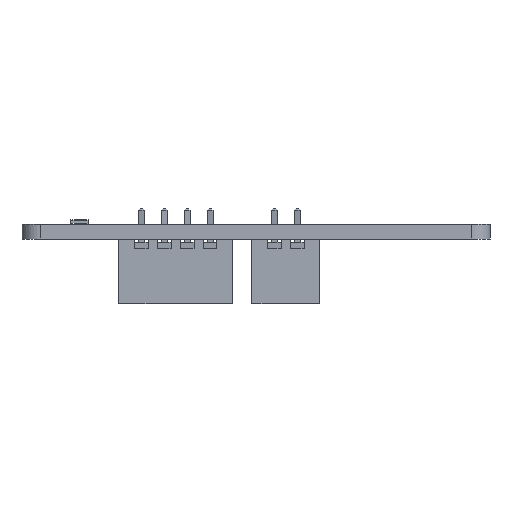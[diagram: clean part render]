
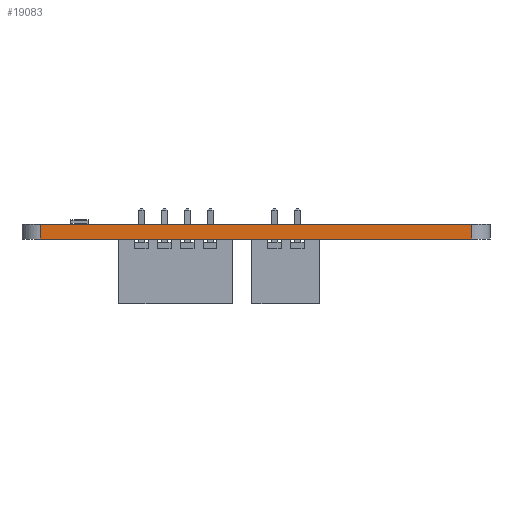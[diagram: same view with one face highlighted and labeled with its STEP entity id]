
A CAD part, left-side view. The second image highlights one B-rep face of the part: STEP entity #19083.
In plain terms, the highlighted planar face has unit normal (-1, 0, 0).
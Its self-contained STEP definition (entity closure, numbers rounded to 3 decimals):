
#18079 = PLANE('',#18080);
#18080 = AXIS2_PLACEMENT_3D('',#18081,#18082,#18083);
#18081 = CARTESIAN_POINT('',(166.567,-53.218,1.6));
#18082 = DIRECTION('',(0.,0.,1.));
#18083 = DIRECTION('',(1.,0.,-0.));
#18107 = CYLINDRICAL_SURFACE('',#18108,2.);
#18108 = AXIS2_PLACEMENT_3D('',#18109,#18110,#18111);
#18109 = CARTESIAN_POINT('',(134.5,-29.5,0.));
#18110 = DIRECTION('',(-0.,-0.,-1.));
#18111 = DIRECTION('',(1.,0.,-0.));
#18133 = PLANE('',#18134);
#18134 = AXIS2_PLACEMENT_3D('',#18135,#18136,#18137);
#18135 = CARTESIAN_POINT('',(166.567,-53.218,0.));
#18136 = DIRECTION('',(0.,0.,1.));
#18137 = DIRECTION('',(1.,0.,-0.));
#18228 = VERTEX_POINT('',#18229);
#18229 = CARTESIAN_POINT('',(132.5,-29.5,1.6));
#18251 = EDGE_CURVE('',#18252,#18228,#18254,.T.);
#18252 = VERTEX_POINT('',#18253);
#18253 = CARTESIAN_POINT('',(132.5,-29.5,0.));
#18254 = SURFACE_CURVE('',#18255,(#18259,#18266),.PCURVE_S1.);
#18255 = LINE('',#18256,#18257);
#18256 = CARTESIAN_POINT('',(132.5,-29.5,0.));
#18257 = VECTOR('',#18258,1.);
#18258 = DIRECTION('',(0.,0.,1.));
#18259 = PCURVE('',#18107,#18260);
#18260 = DEFINITIONAL_REPRESENTATION('',(#18261),#18265);
#18261 = LINE('',#18262,#18263);
#18262 = CARTESIAN_POINT('',(-3.142,0.));
#18263 = VECTOR('',#18264,1.);
#18264 = DIRECTION('',(-0.,-1.));
#18265 = ( GEOMETRIC_REPRESENTATION_CONTEXT(2) 
PARAMETRIC_REPRESENTATION_CONTEXT() REPRESENTATION_CONTEXT('2D SPACE',''
  ) );
#18266 = PCURVE('',#18267,#18272);
#18267 = PLANE('',#18268);
#18268 = AXIS2_PLACEMENT_3D('',#18269,#18270,#18271);
#18269 = CARTESIAN_POINT('',(132.5,-29.5,0.));
#18270 = DIRECTION('',(1.,0.,-0.));
#18271 = DIRECTION('',(0.,-1.,0.));
#18272 = DEFINITIONAL_REPRESENTATION('',(#18273),#18277);
#18273 = LINE('',#18274,#18275);
#18274 = CARTESIAN_POINT('',(0.,0.));
#18275 = VECTOR('',#18276,1.);
#18276 = DIRECTION('',(0.,-1.));
#18277 = ( GEOMETRIC_REPRESENTATION_CONTEXT(2) 
PARAMETRIC_REPRESENTATION_CONTEXT() REPRESENTATION_CONTEXT('2D SPACE',''
  ) );
#18306 = EDGE_CURVE('',#18252,#18307,#18309,.T.);
#18307 = VERTEX_POINT('',#18308);
#18308 = CARTESIAN_POINT('',(132.5,-76.5,0.));
#18309 = SURFACE_CURVE('',#18310,(#18314,#18321),.PCURVE_S1.);
#18310 = LINE('',#18311,#18312);
#18311 = CARTESIAN_POINT('',(132.5,-29.5,0.));
#18312 = VECTOR('',#18313,1.);
#18313 = DIRECTION('',(0.,-1.,0.));
#18314 = PCURVE('',#18133,#18315);
#18315 = DEFINITIONAL_REPRESENTATION('',(#18316),#18320);
#18316 = LINE('',#18317,#18318);
#18317 = CARTESIAN_POINT('',(-34.067,23.718));
#18318 = VECTOR('',#18319,1.);
#18319 = DIRECTION('',(0.,-1.));
#18320 = ( GEOMETRIC_REPRESENTATION_CONTEXT(2) 
PARAMETRIC_REPRESENTATION_CONTEXT() REPRESENTATION_CONTEXT('2D SPACE',''
  ) );
#18321 = PCURVE('',#18267,#18322);
#18322 = DEFINITIONAL_REPRESENTATION('',(#18323),#18327);
#18323 = LINE('',#18324,#18325);
#18324 = CARTESIAN_POINT('',(0.,0.));
#18325 = VECTOR('',#18326,1.);
#18326 = DIRECTION('',(1.,0.));
#18327 = ( GEOMETRIC_REPRESENTATION_CONTEXT(2) 
PARAMETRIC_REPRESENTATION_CONTEXT() REPRESENTATION_CONTEXT('2D SPACE',''
  ) );
#18346 = CYLINDRICAL_SURFACE('',#18347,2.);
#18347 = AXIS2_PLACEMENT_3D('',#18348,#18349,#18350);
#18348 = CARTESIAN_POINT('',(134.5,-76.5,0.));
#18349 = DIRECTION('',(-0.,-0.,-1.));
#18350 = DIRECTION('',(1.,0.,-0.));
#18714 = EDGE_CURVE('',#18228,#18715,#18717,.T.);
#18715 = VERTEX_POINT('',#18716);
#18716 = CARTESIAN_POINT('',(132.5,-76.5,1.6));
#18717 = SURFACE_CURVE('',#18718,(#18722,#18729),.PCURVE_S1.);
#18718 = LINE('',#18719,#18720);
#18719 = CARTESIAN_POINT('',(132.5,-29.5,1.6));
#18720 = VECTOR('',#18721,1.);
#18721 = DIRECTION('',(0.,-1.,0.));
#18722 = PCURVE('',#18079,#18723);
#18723 = DEFINITIONAL_REPRESENTATION('',(#18724),#18728);
#18724 = LINE('',#18725,#18726);
#18725 = CARTESIAN_POINT('',(-34.067,23.718));
#18726 = VECTOR('',#18727,1.);
#18727 = DIRECTION('',(0.,-1.));
#18728 = ( GEOMETRIC_REPRESENTATION_CONTEXT(2) 
PARAMETRIC_REPRESENTATION_CONTEXT() REPRESENTATION_CONTEXT('2D SPACE',''
  ) );
#18729 = PCURVE('',#18267,#18730);
#18730 = DEFINITIONAL_REPRESENTATION('',(#18731),#18735);
#18731 = LINE('',#18732,#18733);
#18732 = CARTESIAN_POINT('',(0.,-1.6));
#18733 = VECTOR('',#18734,1.);
#18734 = DIRECTION('',(1.,0.));
#18735 = ( GEOMETRIC_REPRESENTATION_CONTEXT(2) 
PARAMETRIC_REPRESENTATION_CONTEXT() REPRESENTATION_CONTEXT('2D SPACE',''
  ) );
#19083 = ADVANCED_FACE('',(#19084),#18267,.F.);
#19084 = FACE_BOUND('',#19085,.F.);
#19085 = EDGE_LOOP('',(#19086,#19087,#19088,#19109));
#19086 = ORIENTED_EDGE('',*,*,#18251,.T.);
#19087 = ORIENTED_EDGE('',*,*,#18714,.T.);
#19088 = ORIENTED_EDGE('',*,*,#19089,.F.);
#19089 = EDGE_CURVE('',#18307,#18715,#19090,.T.);
#19090 = SURFACE_CURVE('',#19091,(#19095,#19102),.PCURVE_S1.);
#19091 = LINE('',#19092,#19093);
#19092 = CARTESIAN_POINT('',(132.5,-76.5,0.));
#19093 = VECTOR('',#19094,1.);
#19094 = DIRECTION('',(0.,0.,1.));
#19095 = PCURVE('',#18267,#19096);
#19096 = DEFINITIONAL_REPRESENTATION('',(#19097),#19101);
#19097 = LINE('',#19098,#19099);
#19098 = CARTESIAN_POINT('',(47.,0.));
#19099 = VECTOR('',#19100,1.);
#19100 = DIRECTION('',(0.,-1.));
#19101 = ( GEOMETRIC_REPRESENTATION_CONTEXT(2) 
PARAMETRIC_REPRESENTATION_CONTEXT() REPRESENTATION_CONTEXT('2D SPACE',''
  ) );
#19102 = PCURVE('',#18346,#19103);
#19103 = DEFINITIONAL_REPRESENTATION('',(#19104),#19108);
#19104 = LINE('',#19105,#19106);
#19105 = CARTESIAN_POINT('',(-3.142,0.));
#19106 = VECTOR('',#19107,1.);
#19107 = DIRECTION('',(-0.,-1.));
#19108 = ( GEOMETRIC_REPRESENTATION_CONTEXT(2) 
PARAMETRIC_REPRESENTATION_CONTEXT() REPRESENTATION_CONTEXT('2D SPACE',''
  ) );
#19109 = ORIENTED_EDGE('',*,*,#18306,.F.);
